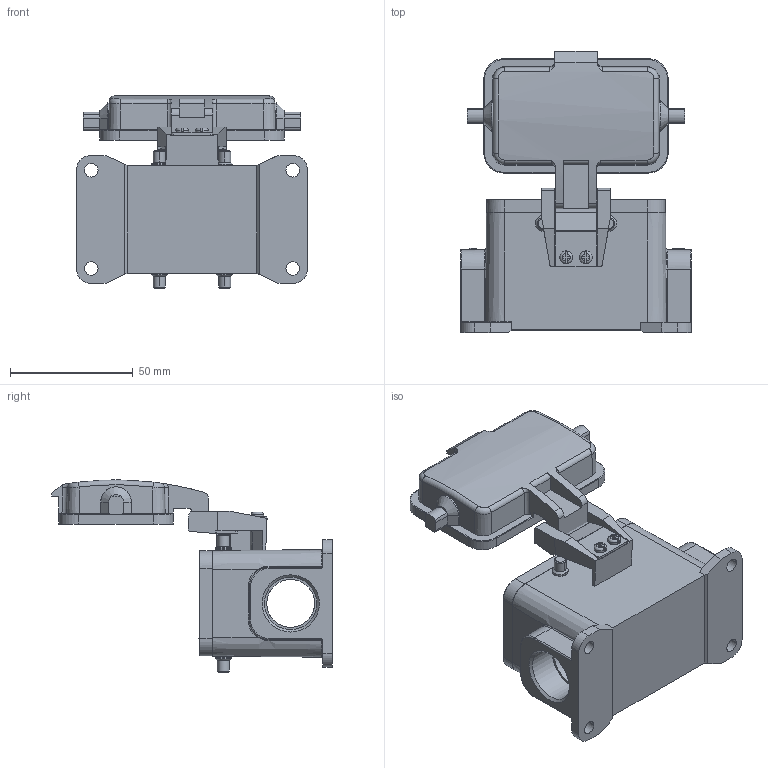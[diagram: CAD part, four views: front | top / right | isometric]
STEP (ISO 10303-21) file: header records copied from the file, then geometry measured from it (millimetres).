
FILE_DESCRIPTION(/* description */ (''),/* implementation_level */ '2;1');
FILE_NAME(/* name */ '3D_1240102701030_HV10B-SF-4B-CV-2PG16_V1.1.STP',/* time_stamp */ '2023-12-20T15:13:08+08:00',/* author */ (''),/* organization */ (''),/* preprocessor_version */ 'ST-DEVELOPER v18.1',/* originating_system */ 'SIEMENS PLM Software NX 1980',/* authorisation */ '');
FILE_SCHEMA (('AUTOMOTIVE_DESIGN { 1 0 10303 214 3 1 1 1 }'));
Length unit declared in the file: millimetre
Products named in the file (1): 14593A38CB82xz3j
Bounding box: 94 x 114.38 x 78.17 mm (x, y, z)
Volume: 95324.2 mm3; surface area: 56854.8 mm2
Topology: 12 solids, 12 shells, 1005 faces, 2688 edges, 1724 vertices
Faces by surface type: cylinder 432, plane 393, cone 76, torus 74, bspline 23, sphere 7
Full cylindrical faces by diameter (mm): 2.65 x3, 3 x4, 4 x2, 19.5 x2, 21.3 x2
Entity records: 39286 total; most frequent: CARTESIAN_POINT 15012, ORIENTED_EDGE 5290, DIRECTION 4676, EDGE_CURVE 2645, VERTEX_POINT 1713, AXIS2_PLACEMENT_3D 1679, LINE 1318, VECTOR 1318
